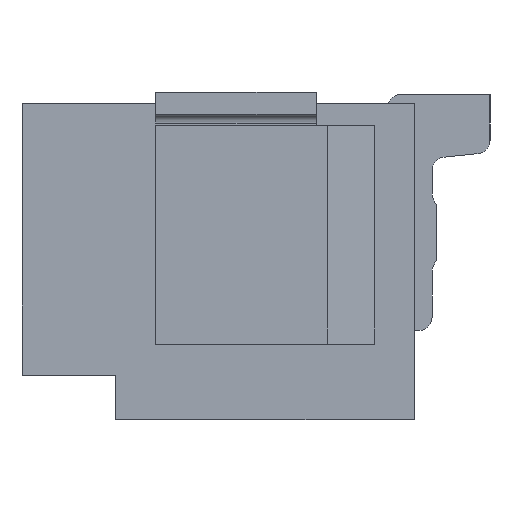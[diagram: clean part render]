
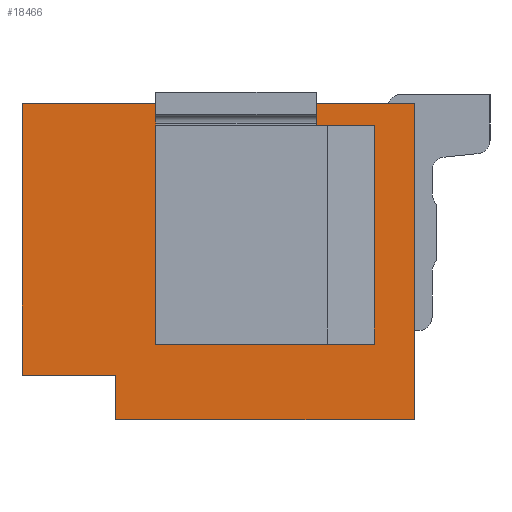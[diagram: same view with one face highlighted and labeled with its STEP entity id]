
A CAD part, left-side view. The second image highlights one B-rep face of the part: STEP entity #18466.
In plain terms, the highlighted planar face has unit normal (-1, 0, 0).
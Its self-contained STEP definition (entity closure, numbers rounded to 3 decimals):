
#1=DIRECTION('',(0.,0.,1.));
#2=VECTOR('',#1,3.55);
#3=CARTESIAN_POINT('',(-6.,0.3,-3.55));
#4=LINE('',#3,#2);
#17=DIRECTION('',(0.,-1.,0.));
#18=VECTOR('',#17,4.4);
#19=CARTESIAN_POINT('',(-6.,4.7,0.));
#20=LINE('',#19,#18);
#25=DIRECTION('',(0.,0.,1.));
#26=VECTOR('',#25,3.05);
#27=CARTESIAN_POINT('',(-6.,4.7,-3.05));
#28=LINE('',#27,#26);
#165=DIRECTION('',(0.,1.,0.));
#166=VECTOR('',#165,1.05);
#167=CARTESIAN_POINT('',(-6.,3.65,-3.05));
#168=LINE('',#167,#166);
#181=DIRECTION('',(0.,0.,1.));
#182=VECTOR('',#181,0.5);
#183=CARTESIAN_POINT('',(-6.,3.65,-3.55));
#184=LINE('',#183,#182);
#449=DIRECTION('',(0.,1.,0.));
#450=VECTOR('',#449,3.35);
#451=CARTESIAN_POINT('',(-6.,0.3,-3.55));
#452=LINE('',#451,#450);
#13521=DIRECTION('',(0.,-1.,0.));
#13522=VECTOR('',#13521,2.45);
#13523=CARTESIAN_POINT('',(-6.,3.2,-0.25));
#13524=LINE('',#13523,#13522);
#13945=DIRECTION('',(0.,-1.,0.));
#13946=VECTOR('',#13945,2.45);
#13947=CARTESIAN_POINT('',(-6.,3.2,-2.7));
#13948=LINE('',#13947,#13946);
#13973=DIRECTION('',(0.,0.,-1.));
#13974=VECTOR('',#13973,2.45);
#13975=CARTESIAN_POINT('',(-6.,0.75,-0.25));
#13976=LINE('',#13975,#13974);
#13993=DIRECTION('',(0.,0.,1.));
#13994=VECTOR('',#13993,2.45);
#13995=CARTESIAN_POINT('',(-6.,3.2,-2.7));
#13996=LINE('',#13995,#13994);
#16565=CARTESIAN_POINT('',(-6.,0.3,-3.55));
#16566=CARTESIAN_POINT('',(-6.,0.3,0.));
#16567=VERTEX_POINT('',#16565);
#16568=VERTEX_POINT('',#16566);
#16569=CARTESIAN_POINT('',(-6.,4.7,0.));
#16570=VERTEX_POINT('',#16569);
#16571=CARTESIAN_POINT('',(-6.,4.7,-3.05));
#16572=VERTEX_POINT('',#16571);
#16573=CARTESIAN_POINT('',(-6.,3.65,-3.05));
#16574=VERTEX_POINT('',#16573);
#16575=CARTESIAN_POINT('',(-6.,3.65,-3.55));
#16576=VERTEX_POINT('',#16575);
#16577=CARTESIAN_POINT('',(-6.,3.2,-0.25));
#16578=CARTESIAN_POINT('',(-6.,0.75,-0.25));
#16579=VERTEX_POINT('',#16577);
#16580=VERTEX_POINT('',#16578);
#16581=CARTESIAN_POINT('',(-6.,0.75,-2.7));
#16582=VERTEX_POINT('',#16581);
#16583=CARTESIAN_POINT('',(-6.,3.2,-2.7));
#16584=VERTEX_POINT('',#16583);
#18437=CARTESIAN_POINT('',(-6.,2.5,-1.775));
#18438=DIRECTION('',(1.,0.,0.));
#18439=DIRECTION('',(0.,0.,-1.));
#18440=AXIS2_PLACEMENT_3D('',#18437,#18438,#18439);
#18441=PLANE('',#18440);
#18443=ORIENTED_EDGE('',*,*,#18442,.F.);
#18445=ORIENTED_EDGE('',*,*,#18444,.T.);
#18447=ORIENTED_EDGE('',*,*,#18446,.T.);
#18449=ORIENTED_EDGE('',*,*,#18448,.T.);
#18451=ORIENTED_EDGE('',*,*,#18450,.T.);
#18453=ORIENTED_EDGE('',*,*,#18452,.T.);
#18454=EDGE_LOOP('',(#18443,#18445,#18447,#18449,#18451,#18453));
#18455=FACE_OUTER_BOUND('',#18454,.F.);
#18457=ORIENTED_EDGE('',*,*,#18456,.F.);
#18459=ORIENTED_EDGE('',*,*,#18458,.F.);
#18461=ORIENTED_EDGE('',*,*,#18460,.T.);
#18463=ORIENTED_EDGE('',*,*,#18462,.F.);
#18464=EDGE_LOOP('',(#18457,#18459,#18461,#18463));
#18465=FACE_BOUND('',#18464,.F.);
#18442=EDGE_CURVE('',#16567,#16568,#4,.T.);
#18444=EDGE_CURVE('',#16567,#16576,#452,.T.);
#18446=EDGE_CURVE('',#16576,#16574,#184,.T.);
#18448=EDGE_CURVE('',#16574,#16572,#168,.T.);
#18450=EDGE_CURVE('',#16572,#16570,#28,.T.);
#18452=EDGE_CURVE('',#16570,#16568,#20,.T.);
#18456=EDGE_CURVE('',#16579,#16580,#13524,.T.);
#18458=EDGE_CURVE('',#16584,#16579,#13996,.T.);
#18460=EDGE_CURVE('',#16584,#16582,#13948,.T.);
#18462=EDGE_CURVE('',#16580,#16582,#13976,.T.);
#18466=ADVANCED_FACE('',(#18455,#18465),#18441,.F.);
